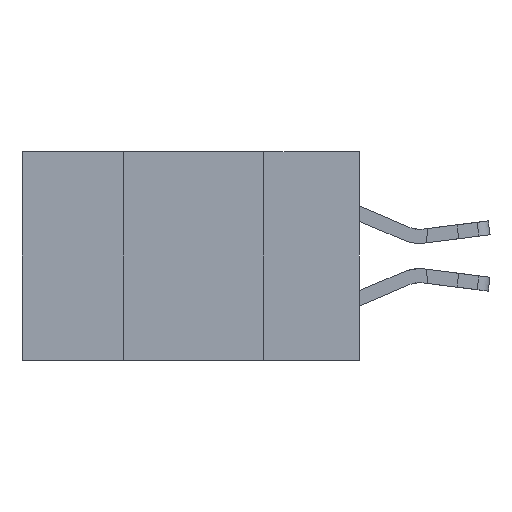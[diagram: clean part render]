
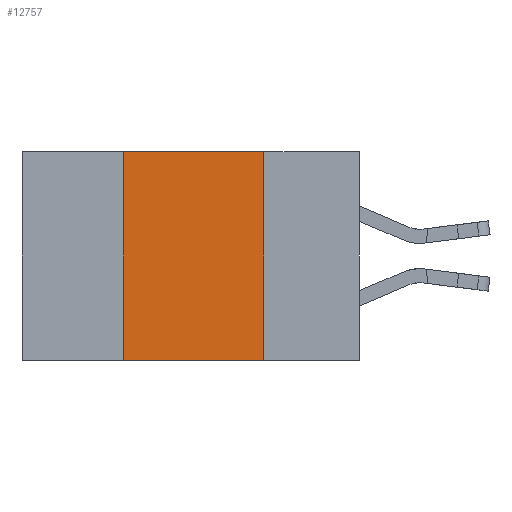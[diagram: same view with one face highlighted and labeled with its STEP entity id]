
A CAD part, left-side view. The second image highlights one B-rep face of the part: STEP entity #12757.
In plain terms, the highlighted planar face has unit normal (-1, 0, 0).
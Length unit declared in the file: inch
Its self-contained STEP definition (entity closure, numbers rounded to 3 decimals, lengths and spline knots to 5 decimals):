
#475 = VECTOR ( 'NONE', #15025, 39.37008 ) ;
#2190 = CARTESIAN_POINT ( 'NONE',  ( 0., 0.42, -0.37 ) ) ;
#2578 = LINE ( 'NONE', #13665, #34001 ) ;
#4438 = CARTESIAN_POINT ( 'NONE',  ( 0., 0.42, 0. ) ) ;
#5148 = DIRECTION ( 'NONE',  ( 0., -1., 0. ) ) ;
#5226 = LINE ( 'NONE', #32424, #33191 ) ;
#6828 = CARTESIAN_POINT ( 'NONE',  ( 0., 0.42, 0. ) ) ;
#7365 = ORIENTED_EDGE ( 'NONE', *, *, #11328, .F. ) ;
#8082 = FACE_OUTER_BOUND ( 'NONE', #15145, .T. ) ;
#9234 = VERTEX_POINT ( 'NONE', #15236 ) ;
#9742 = EDGE_CURVE ( 'NONE', #20597, #23012, #23572, .T. ) ;
#11328 = EDGE_CURVE ( 'NONE', #27005, #20597, #28231, .T. ) ;
#11878 = DIRECTION ( 'NONE',  ( 0., 0., 1. ) ) ;
#12232 = AXIS2_PLACEMENT_3D ( 'NONE', #30054, #27502, #30222 ) ;
#12757 = ADVANCED_FACE ( 'NONE', ( #8082 ), #27673, .F. ) ;
#13665 = CARTESIAN_POINT ( 'NONE',  ( 0., 0.6, -0.37 ) ) ;
#14004 = EDGE_CURVE ( 'NONE', #23012, #9234, #5226, .T. ) ;
#14059 = ORIENTED_EDGE ( 'NONE', *, *, #14004, .F. ) ;
#14570 = EDGE_CURVE ( 'NONE', #27005, #9234, #2578, .T. ) ;
#14939 = ORIENTED_EDGE ( 'NONE', *, *, #14570, .T. ) ;
#15025 = DIRECTION ( 'NONE',  ( 0., -1., 0. ) ) ;
#15145 = EDGE_LOOP ( 'NONE', ( #14059, #17947, #7365, #14939 ) ) ;
#15236 = CARTESIAN_POINT ( 'NONE',  ( 0., 0.17, -0.37 ) ) ;
#16709 = CARTESIAN_POINT ( 'NONE',  ( 0., 0.17, 0. ) ) ;
#17947 = ORIENTED_EDGE ( 'NONE', *, *, #9742, .F. ) ;
#20597 = VERTEX_POINT ( 'NONE', #6828 ) ;
#23012 = VERTEX_POINT ( 'NONE', #16709 ) ;
#23572 = LINE ( 'NONE', #25750, #475 ) ;
#25750 = CARTESIAN_POINT ( 'NONE',  ( 0., 0.6, 0. ) ) ;
#27005 = VERTEX_POINT ( 'NONE', #2190 ) ;
#27024 = DIRECTION ( 'NONE',  ( 0., 0., -1. ) ) ;
#27502 = DIRECTION ( 'NONE',  ( 1., 0., 0. ) ) ;
#27673 = PLANE ( 'NONE',  #12232 ) ;
#28231 = LINE ( 'NONE', #4438, #30279 ) ;
#30054 = CARTESIAN_POINT ( 'NONE',  ( 0., 0.6, 0. ) ) ;
#30222 = DIRECTION ( 'NONE',  ( 0., 0., -1. ) ) ;
#30279 = VECTOR ( 'NONE', #11878, 39.37008 ) ;
#32424 = CARTESIAN_POINT ( 'NONE',  ( 0., 0.17, 0. ) ) ;
#33191 = VECTOR ( 'NONE', #27024, 39.37008 ) ;
#34001 = VECTOR ( 'NONE', #5148, 39.37008 ) ;
